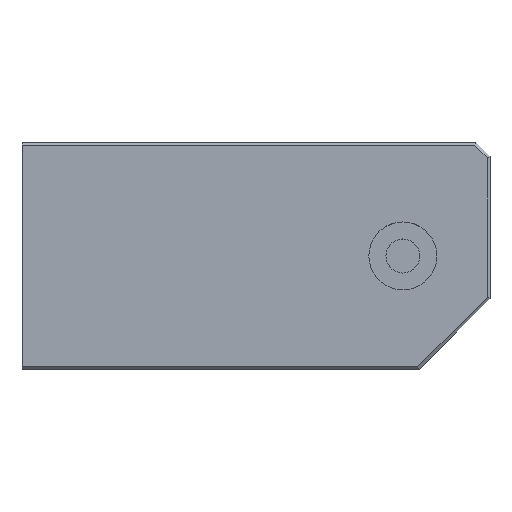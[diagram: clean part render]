
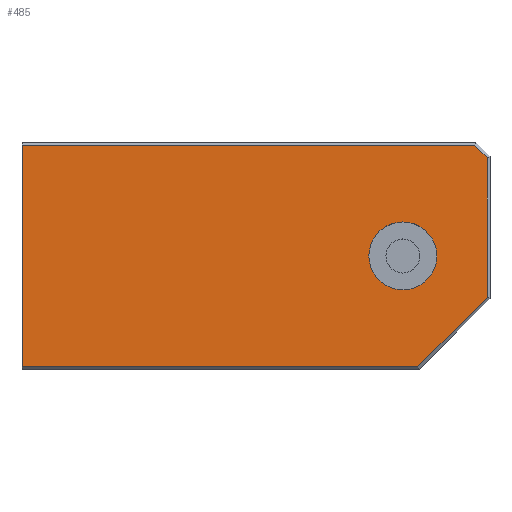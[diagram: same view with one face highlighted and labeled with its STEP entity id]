
A CAD part, top view. The second image highlights one B-rep face of the part: STEP entity #485.
In plain terms, the highlighted planar face has unit normal (0, 0, 1).
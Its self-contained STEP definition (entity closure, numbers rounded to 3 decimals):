
#91=FACE_BOUND('',#151,.T.);
#96=CIRCLE('',#536,12.);
#121=FACE_OUTER_BOUND('',#150,.T.);
#150=EDGE_LOOP('',(#423,#424,#425,#426,#427,#428));
#151=EDGE_LOOP('',(#429));
#180=LINE('',#762,#226);
#182=LINE('',#771,#228);
#187=LINE('',#780,#233);
#190=LINE('',#785,#236);
#191=LINE('',#788,#237);
#193=LINE('',#791,#239);
#226=VECTOR('',#605,10.);
#228=VECTOR('',#615,10.);
#233=VECTOR('',#622,10.);
#236=VECTOR('',#627,10.);
#237=VECTOR('',#630,10.);
#239=VECTOR('',#634,10.);
#264=VERTEX_POINT('',#759);
#265=VERTEX_POINT('',#761);
#268=VERTEX_POINT('',#770);
#271=VERTEX_POINT('',#778);
#272=VERTEX_POINT('',#783);
#273=VERTEX_POINT('',#787);
#276=VERTEX_POINT('',#803);
#306=EDGE_CURVE('',#264,#265,#180,.T.);
#310=EDGE_CURVE('',#268,#264,#182,.T.);
#315=EDGE_CURVE('',#271,#268,#187,.T.);
#318=EDGE_CURVE('',#272,#271,#190,.T.);
#319=EDGE_CURVE('',#273,#272,#191,.T.);
#321=EDGE_CURVE('',#265,#273,#193,.T.);
#326=EDGE_CURVE('',#276,#276,#96,.T.);
#423=ORIENTED_EDGE('',*,*,#321,.F.);
#424=ORIENTED_EDGE('',*,*,#306,.F.);
#425=ORIENTED_EDGE('',*,*,#310,.F.);
#426=ORIENTED_EDGE('',*,*,#315,.F.);
#427=ORIENTED_EDGE('',*,*,#318,.F.);
#428=ORIENTED_EDGE('',*,*,#319,.F.);
#429=ORIENTED_EDGE('',*,*,#326,.F.);
#463=PLANE('',#540);
#485=ADVANCED_FACE('',(#121,#91),#463,.F.);
#536=AXIS2_PLACEMENT_3D('',#804,#651,#652);
#540=AXIS2_PLACEMENT_3D('',#811,#661,#662);
#605=DIRECTION('',(0.,1.,0.));
#615=DIRECTION('',(-1.,0.,0.));
#622=DIRECTION('',(-0.707,-0.707,0.));
#627=DIRECTION('',(0.,-1.,0.));
#630=DIRECTION('',(0.707,-0.707,0.));
#634=DIRECTION('',(1.,0.,0.));
#651=DIRECTION('center_axis',(0.,0.,1.));
#652=DIRECTION('ref_axis',(-1.,0.,0.));
#661=DIRECTION('center_axis',(0.,0.,-1.));
#662=DIRECTION('ref_axis',(-1.,0.,0.));
#759=CARTESIAN_POINT('',(-82.5,-39.,22.5));
#761=CARTESIAN_POINT('',(-82.5,39.,22.5));
#762=CARTESIAN_POINT('',(-82.5,40.,22.5));
#770=CARTESIAN_POINT('',(57.086,-39.,22.5));
#771=CARTESIAN_POINT('',(-41.25,-39.,22.5));
#778=CARTESIAN_POINT('',(81.5,-14.586,22.5));
#780=CARTESIAN_POINT('',(58.668,-37.418,22.5));
#783=CARTESIAN_POINT('',(81.5,34.586,22.5));
#785=CARTESIAN_POINT('',(81.5,-20.,22.5));
#787=CARTESIAN_POINT('',(77.086,39.,22.5));
#788=CARTESIAN_POINT('',(68.668,47.418,22.5));
#791=CARTESIAN_POINT('',(41.25,39.,22.5));
#803=CARTESIAN_POINT('',(63.8,0.,22.5));
#804=CARTESIAN_POINT('Origin',(51.8,0.,22.5));
#811=CARTESIAN_POINT('Origin',(0.,0.,22.5));
